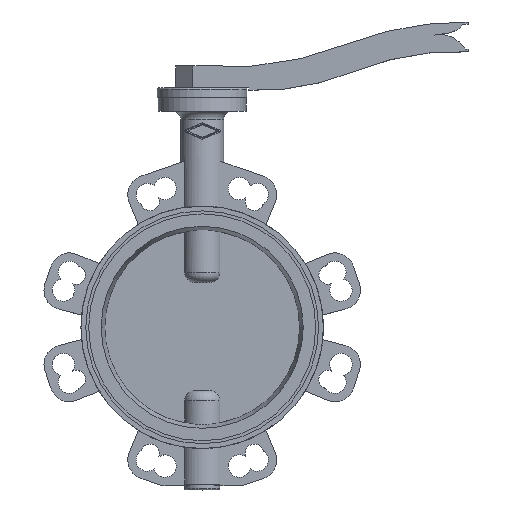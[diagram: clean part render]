
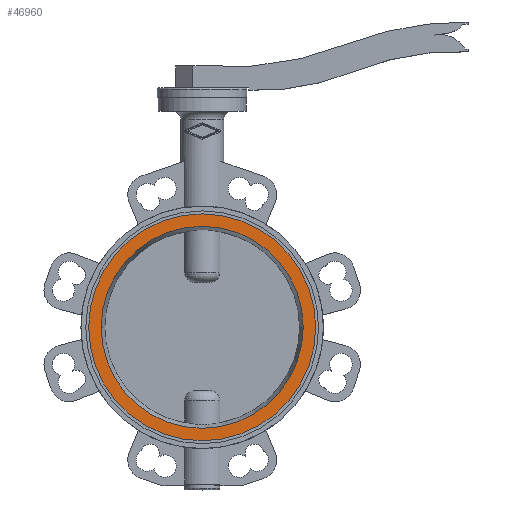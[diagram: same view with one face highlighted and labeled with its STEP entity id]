
A CAD part, top view. The second image highlights one B-rep face of the part: STEP entity #46960.
In plain terms, the highlighted planar face has unit normal (0, 0, 1).
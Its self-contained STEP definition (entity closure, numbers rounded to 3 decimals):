
#21430=CARTESIAN_POINT('',(103.714,0.,-1.));
#21440=VERTEX_POINT('',#21430);
#21470=CARTESIAN_POINT('',(0.,0.,-1.));
#21480=DIRECTION('',(0.,0.,1.));
#21490=DIRECTION('',(0.,1.,0.));
#21500=AXIS2_PLACEMENT_3D('',#21470,#21480,#21490);
#21510=CIRCLE('',#21500,103.714);
#21520=CARTESIAN_POINT('',(-103.714,0.,
-1.));
#21530=VERTEX_POINT('',#21520);
#21540=EDGE_CURVE('',#21530,#21440,#21510,.T.);
#22150=CARTESIAN_POINT('',(0.,-116.5,-1.));
#22160=VERTEX_POINT('',#22150);
#22190=CARTESIAN_POINT('',(0.,0.,-1.));
#22200=DIRECTION('',(0.,0.,1.));
#22210=DIRECTION('',(0.,1.,0.));
#22220=AXIS2_PLACEMENT_3D('',#22190,#22200,#22210);
#22230=CIRCLE('',#22220,116.5);
#22240=CARTESIAN_POINT('',(0.,116.5,-1.));
#22250=VERTEX_POINT('',#22240);
#22260=EDGE_CURVE('',#22160,#22250,#22230,.T.);
#46770=CARTESIAN_POINT('',(0.,110.107,-1.));
#46780=DIRECTION('',(0.,0.,1.));
#46790=DIRECTION('',(0.,1.,0.));
#46800=AXIS2_PLACEMENT_3D('',#46770,#46780,#46790);
#46810=PLANE('',#46800);
#46820=CARTESIAN_POINT('',(0.,103.714,-1.));
#46830=VERTEX_POINT('',#46820);
#46840=EDGE_CURVE('',#46830,#21530,#21510,.T.);
#46850=ORIENTED_EDGE('',*,*,#46840,.F.);
#46860=ORIENTED_EDGE('',*,*,#21540,.F.);
#46870=EDGE_CURVE('',#21440,#46830,#21510,.T.);
#46880=ORIENTED_EDGE('',*,*,#46870,.F.);
#46890=EDGE_LOOP('',(#46880,#46860,#46850));
#46900=FACE_BOUND('',#46890,.T.);
#46910=EDGE_CURVE('',#22250,#22160,#22230,.T.);
#46920=ORIENTED_EDGE('',*,*,#46910,.T.);
#46930=ORIENTED_EDGE('',*,*,#22260,.T.);
#46940=EDGE_LOOP('',(#46930,#46920));
#46950=FACE_OUTER_BOUND('',#46940,.T.);
#46960=ADVANCED_FACE('',(#46900,#46950),#46810,.T.);
